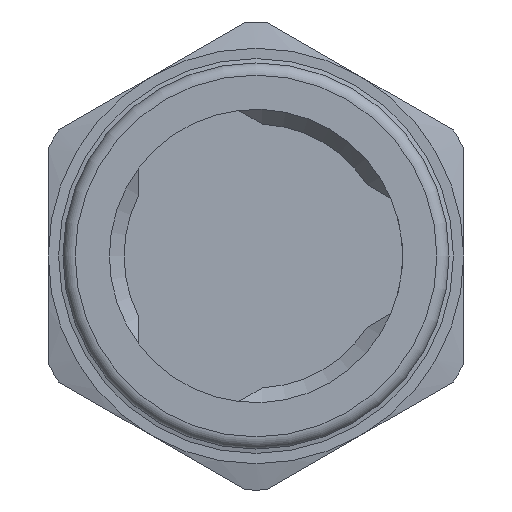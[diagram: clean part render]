
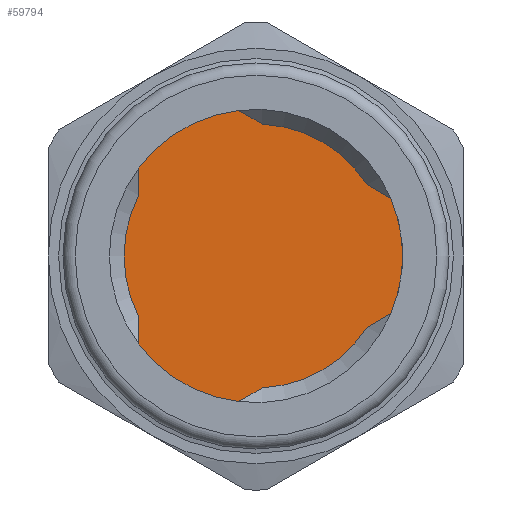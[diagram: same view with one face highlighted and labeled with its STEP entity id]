
A CAD part, left-side view. The second image highlights one B-rep face of the part: STEP entity #59794.
In plain terms, the highlighted planar face has unit normal (-1, 0, 0).
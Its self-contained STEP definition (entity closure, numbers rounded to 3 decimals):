
#59771=CARTESIAN_POINT('',(10.0,-6.15,0.0));
#59772=VERTEX_POINT('',#59771);
#59773=CARTESIAN_POINT('',(10.0,0.0,0.0));
#59774=DIRECTION('',(-1.0,0.0,0.0));
#59775=DIRECTION('',(0.0,-1.0,0.0));
#59776=AXIS2_PLACEMENT_3D('',#59773,#59774,#59775);
#59777=CIRCLE('',#59776,6.15);
#59778=EDGE_CURVE('',#59772,#59772,#59777,.T.);
#59786=CARTESIAN_POINT('',(10.0,-5.475,0.0));
#59787=DIRECTION('',(-1.0,0.0,0.0));
#59788=DIRECTION('',(0.0,0.0,1.0));
#59789=AXIS2_PLACEMENT_3D('',#59786,#59787,#59788);
#59790=PLANE('',#59789);
#59791=ORIENTED_EDGE('',*,*,#59778,.T.);
#59792=EDGE_LOOP('',(#59791));
#59793=FACE_OUTER_BOUND('',#59792,.T.);
#59794=ADVANCED_FACE('',(#59793),#59790,.T.);
